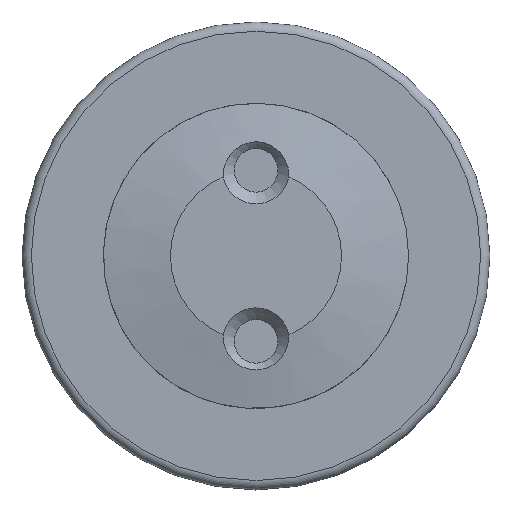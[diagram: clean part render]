
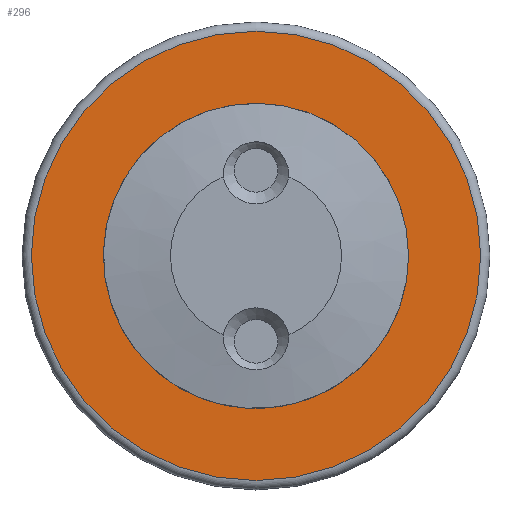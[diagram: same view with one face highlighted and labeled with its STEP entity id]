
A CAD part, top view. The second image highlights one B-rep face of the part: STEP entity #296.
In plain terms, the highlighted planar face has unit normal (0, 0, 1).
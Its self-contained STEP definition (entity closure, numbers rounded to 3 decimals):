
#140=CARTESIAN_POINT('',(7.,70.0,44.7));
#141=VERTEX_POINT('',#140);
#142=CARTESIAN_POINT('',(40.,70.0,44.7));
#143=DIRECTION('',(0.0,0.0,-1.0));
#144=DIRECTION('',(1.0,0.0,0.0));
#145=AXIS2_PLACEMENT_3D('',#142,#143,#144);
#146=CIRCLE('',#145,33.0);
#147=EDGE_CURVE('',#141,#141,#146,.T.);
#277=CARTESIAN_POINT('',(40.,31.,44.7));
#278=DIRECTION('',(0.0,0.0,1.0));
#279=DIRECTION('',(-1.0,0.0,0.0));
#280=AXIS2_PLACEMENT_3D('',#277,#278,#279);
#281=PLANE('',#280);
#282=CARTESIAN_POINT('',(40.,21.4,44.7));
#283=VERTEX_POINT('',#282);
#284=CARTESIAN_POINT('',(40.,70.,44.7));
#285=DIRECTION('',(0.0,0.0,-1.0));
#286=DIRECTION('',(0.0,1.0,0.0));
#287=AXIS2_PLACEMENT_3D('',#284,#285,#286);
#288=CIRCLE('',#287,48.6);
#289=EDGE_CURVE('',#283,#283,#288,.T.);
#290=ORIENTED_EDGE('',*,*,#289,.F.);
#291=EDGE_LOOP('',(#290));
#292=FACE_OUTER_BOUND('',#291,.T.);
#293=ORIENTED_EDGE('',*,*,#147,.T.);
#294=EDGE_LOOP('',(#293));
#295=FACE_BOUND('',#294,.T.);
#296=ADVANCED_FACE('',(#292,#295),#281,.T.);
